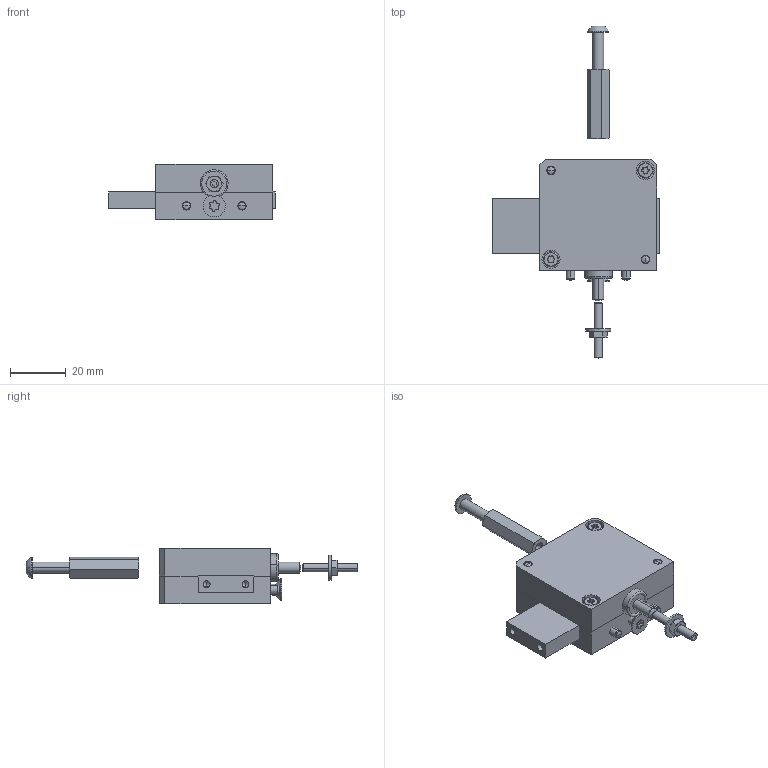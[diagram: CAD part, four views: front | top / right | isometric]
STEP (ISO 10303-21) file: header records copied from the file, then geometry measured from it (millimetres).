
FILE_DESCRIPTION (( 'STEP AP214' ), '1' );
FILE_NAME ('45680~3.STEP', '2018-01-26T06:36:46', ( '' ), ( '' ), 'SwSTEP 2.0', 'SolidWorks 2016', '' );
FILE_SCHEMA (( 'AUTOMOTIVE_DESIGN' ));
Length unit declared in the file: millimetre
Products named in the file (16): ISO7380~n_M04,0x020; 43941~3_KUNDE<S>; 9286~0; SKB-II~-s-k-i-i_M4,0x25 St; DIN7991~n_M04,0x008; DIN6325~n_04,0m6x020; 15950~0_S; DIN934~n_M03,0; DIN6325~n_03,0m6x020; 46710~4_KUNDE<S>; DIN912~n_M03,0x016; 45672~2_KUNDE<S>; DIN913~n_M03,0x20; 45680~3; DIN6325~n_03,0m6x008; 43943~3_KUNDE<S>
Assembly tree (18 placements, depth 3):
  45680~3
    46710~4_KUNDE<S>
      43941~3_KUNDE<S>
      45672~2_KUNDE<S>
      43943~3_KUNDE<S>
      DIN6325~n_03,0m6x008  x2
      DIN6325~n_03,0m6x020  x2
      DIN6325~n_04,0m6x020
      DIN912~n_M03,0x016  x2
      DIN7991~n_M04,0x008
    SKB-II~-s-k-i-i_M4,0x25 St
    ISO7380~n_M04,0x020
    DIN934~n_M03,0
    9286~0
    DIN913~n_M03,0x20
    15950~0_S
Bounding box: 60 x 119.5 x 20 mm (x, y, z)
Volume: 42482.2 mm3; surface area: 17871.6 mm2
Topology: 17 solids, 17 shells, 514 faces, 1282 edges, 836 vertices
Faces by surface type: plane 195, cylinder 162, bspline 67, cone 66, sphere 20, torus 4
Entity records: 20723 total; most frequent: CARTESIAN_POINT 6805, ORIENTED_EDGE 2326, DIRECTION 2175, EDGE_CURVE 1163, AXIS2_PLACEMENT_3D 772, VERTEX_POINT 766, LINE 631, VECTOR 631
